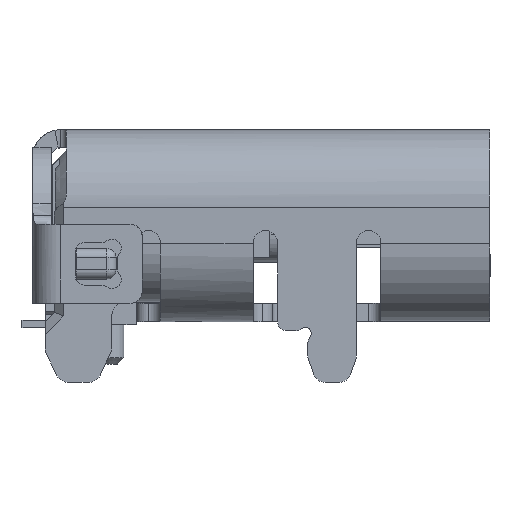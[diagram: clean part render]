
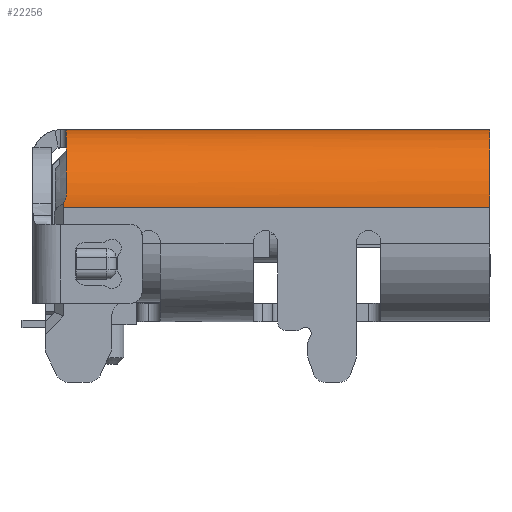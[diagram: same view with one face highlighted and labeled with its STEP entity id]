
A CAD part, left-side view. The second image highlights one B-rep face of the part: STEP entity #22256.
In plain terms, the highlighted cylindrical face has radius 1.28 mm (diameter 2.56 mm), a partial arc.
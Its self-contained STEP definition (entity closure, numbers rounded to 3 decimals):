
#19962 = EDGE_CURVE('',#19963,#19965,#19967,.T.);
#19963 = VERTEX_POINT('',#19964);
#19964 = CARTESIAN_POINT('',(-4.468,3.177,1.999
    ));
#19965 = VERTEX_POINT('',#19966);
#19966 = CARTESIAN_POINT('',(-4.47,3.175,1.93));
#19967 = ELLIPSE('',#19968,1.81,1.28);
#19968 = AXIS2_PLACEMENT_3D('',#19969,#19970,#19971);
#19969 = CARTESIAN_POINT('',(-3.19,4.455,1.93));
#19970 = DIRECTION('',(0.707,-0.707,0.
    ));
#19971 = DIRECTION('',(-0.707,-0.707,
    0.));
#20023 = VERTEX_POINT('',#20024);
#20024 = CARTESIAN_POINT('',(-4.454,3.125,2.134));
#20030 = EDGE_CURVE('',#20031,#20023,#20033,.T.);
#20031 = VERTEX_POINT('',#20032);
#20032 = CARTESIAN_POINT('',(-3.19,3.125,3.21));
#20033 = CIRCLE('',#20034,1.28);
#20034 = AXIS2_PLACEMENT_3D('',#20035,#20036,#20037);
#20035 = CARTESIAN_POINT('',(-3.19,3.125,1.93));
#20036 = DIRECTION('',(0.,-1.,0.));
#20037 = DIRECTION('',(0.,0.,-1.));
#21795 = VERTEX_POINT('',#21796);
#21796 = CARTESIAN_POINT('',(-3.19,-3.855,3.21));
#21802 = EDGE_CURVE('',#21795,#21803,#21805,.T.);
#21803 = VERTEX_POINT('',#21804);
#21804 = CARTESIAN_POINT('',(-4.47,-3.855,1.93));
#21805 = CIRCLE('',#21806,1.28);
#21806 = AXIS2_PLACEMENT_3D('',#21807,#21808,#21809);
#21807 = CARTESIAN_POINT('',(-3.19,-3.855,1.93));
#21808 = DIRECTION('',(0.,-1.,0.));
#21809 = DIRECTION('',(0.,0.,-1.));
#21957 = EDGE_CURVE('',#21803,#19965,#21958,.T.);
#21958 = LINE('',#21959,#21960);
#21959 = CARTESIAN_POINT('',(-4.47,3.125,1.93));
#21960 = VECTOR('',#21961,1.);
#21961 = DIRECTION('',(0.,1.,0.));
#22256 = ADVANCED_FACE('',(#22257),#22276,.T.);
#22257 = FACE_BOUND('',#22258,.T.);
#22258 = EDGE_LOOP('',(#22259,#22260,#22266,#22267,#22274,#22275));
#22259 = ORIENTED_EDGE('',*,*,#21802,.F.);
#22260 = ORIENTED_EDGE('',*,*,#22261,.F.);
#22261 = EDGE_CURVE('',#20031,#21795,#22262,.T.);
#22262 = LINE('',#22263,#22264);
#22263 = CARTESIAN_POINT('',(-3.19,3.125,3.21));
#22264 = VECTOR('',#22265,1.);
#22265 = DIRECTION('',(0.,-1.,0.));
#22266 = ORIENTED_EDGE('',*,*,#20030,.T.);
#22267 = ORIENTED_EDGE('',*,*,#22268,.F.);
#22268 = EDGE_CURVE('',#19963,#20023,#22269,.T.);
#22269 = B_SPLINE_CURVE_WITH_KNOTS('',3,(#22270,#22271,#22272,#22273),
  .UNSPECIFIED.,.F.,.F.,(4,4),(0.,0.),
  .PIECEWISE_BEZIER_KNOTS.);
#22270 = CARTESIAN_POINT('',(-4.468,3.177,1.999
    ));
#22271 = CARTESIAN_POINT('',(-4.466,3.144,
    2.036));
#22272 = CARTESIAN_POINT('',(-4.462,3.125,
    2.085));
#22273 = CARTESIAN_POINT('',(-4.454,3.125,2.134));
#22274 = ORIENTED_EDGE('',*,*,#19962,.T.);
#22275 = ORIENTED_EDGE('',*,*,#21957,.F.);
#22276 = CYLINDRICAL_SURFACE('',#22277,1.28);
#22277 = AXIS2_PLACEMENT_3D('',#22278,#22279,#22280);
#22278 = CARTESIAN_POINT('',(-3.19,3.125,1.93));
#22279 = DIRECTION('',(0.,-1.,0.));
#22280 = DIRECTION('',(0.,0.,-1.));
